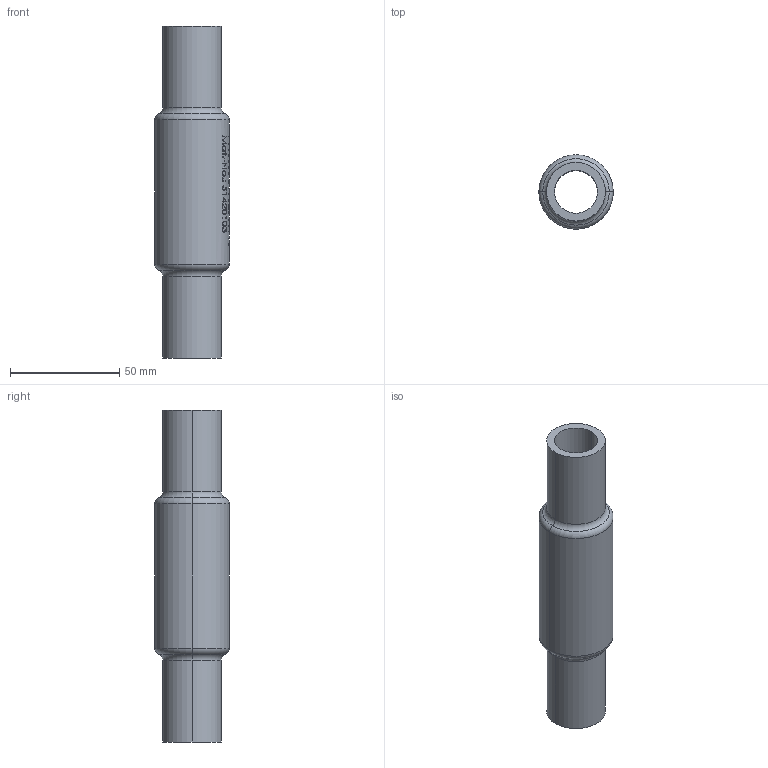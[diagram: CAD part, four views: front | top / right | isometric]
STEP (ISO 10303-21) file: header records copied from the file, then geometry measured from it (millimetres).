
FILE_DESCRIPTION (( 'STEP AP214' ), '1' );
FILE_NAME ('7110000_DN020_ PN10_51420103.STEP', '2022-02-25T08:50:22', ( 'axxx' ), ( 'Hewlett-Packard Company' ), 'SwSTEP 2.0', 'SolidWorks 2019', '' );
FILE_SCHEMA (( 'AUTOMOTIVE_DESIGN' ));
Length unit declared in the file: millimetre
Products named in the file (1): 7110000_DN020_ PN10_51420103
Bounding box: 34 x 34 x 152 mm (x, y, z)
Volume: 63771.2 mm3; surface area: 27288.7 mm2
Topology: 1 solids, 1 shells, 498 faces, 1338 edges, 888 vertices
Faces by surface type: plane 233, bspline 217, cylinder 40, torus 8
Entity records: 28187 total; most frequent: CARTESIAN_POINT 17262, ORIENTED_EDGE 2676, DIRECTION 1495, EDGE_CURVE 1338, VERTEX_POINT 888, LINE 719, VECTOR 719, EDGE_LOOP 546
